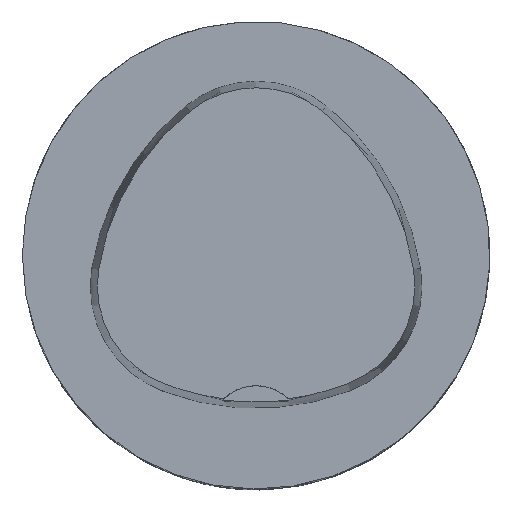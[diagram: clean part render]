
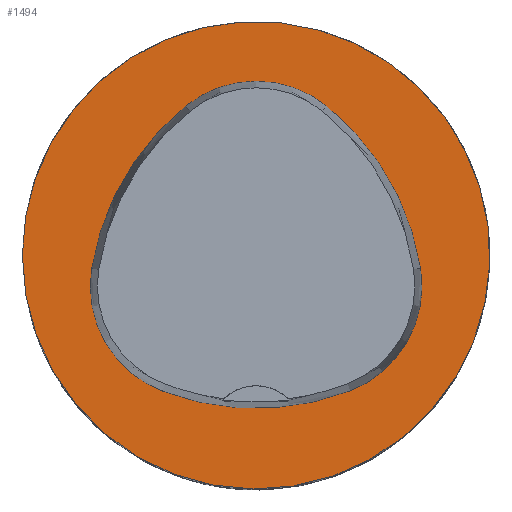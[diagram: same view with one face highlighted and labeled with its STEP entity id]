
A CAD part, top view. The second image highlights one B-rep face of the part: STEP entity #1494.
In plain terms, the highlighted planar face has unit normal (0, 0, 1).
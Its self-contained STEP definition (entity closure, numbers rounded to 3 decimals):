
#314=FACE_BOUND('',#2435,.T.);
#315=FACE_BOUND('',#2436,.T.);
#1494=ADVANCED_FACE('',(#314,#315),#1833,.T.);
#1833=PLANE('',#6343);
#2435=EDGE_LOOP('',(#2902,#2903,#2904,#2905,#2906,#2907));
#2436=EDGE_LOOP('',(#2908));
#2902=ORIENTED_EDGE('',*,*,#5286,.T.);
#2903=ORIENTED_EDGE('',*,*,#5266,.T.);
#2904=ORIENTED_EDGE('',*,*,#5270,.T.);
#2905=ORIENTED_EDGE('',*,*,#5273,.T.);
#2906=ORIENTED_EDGE('',*,*,#5276,.T.);
#2907=ORIENTED_EDGE('',*,*,#5284,.T.);
#2908=ORIENTED_EDGE('',*,*,#5224,.F.);
#4617=VERTEX_POINT('',#8403);
#4658=VERTEX_POINT('',#8817);
#4659=VERTEX_POINT('',#8818);
#4662=VERTEX_POINT('',#8826);
#4664=VERTEX_POINT('',#8832);
#4666=VERTEX_POINT('',#8838);
#4673=VERTEX_POINT('',#8859);
#5224=EDGE_CURVE('',#4617,#4617,#6113,.T.);
#5266=EDGE_CURVE('',#4658,#4659,#6120,.T.);
#5270=EDGE_CURVE('',#4659,#4662,#6122,.T.);
#5273=EDGE_CURVE('',#4662,#4664,#6124,.T.);
#5276=EDGE_CURVE('',#4664,#4666,#6126,.T.);
#5284=EDGE_CURVE('',#4666,#4673,#6130,.T.);
#5286=EDGE_CURVE('',#4673,#4658,#6132,.T.);
#6113=CIRCLE('',#6302,25.);
#6120=CIRCLE('',#6321,28.);
#6122=CIRCLE('',#6324,12.);
#6124=CIRCLE('',#6327,28.);
#6126=CIRCLE('',#6330,12.);
#6130=CIRCLE('',#6335,28.);
#6132=CIRCLE('',#6338,12.);
#6302=AXIS2_PLACEMENT_3D('',#8402,#6833,#6834);
#6321=AXIS2_PLACEMENT_3D('',#8816,#6883,#6884);
#6324=AXIS2_PLACEMENT_3D('',#8825,#6891,#6892);
#6327=AXIS2_PLACEMENT_3D('',#8831,#6898,#6899);
#6330=AXIS2_PLACEMENT_3D('',#8837,#6905,#6906);
#6335=AXIS2_PLACEMENT_3D('',#8860,#6917,#6918);
#6338=AXIS2_PLACEMENT_3D('',#8863,#6923,#6924);
#6343=AXIS2_PLACEMENT_3D('',#8868,#6933,#6934);
#6833=DIRECTION('',(0.,0.,-1.));
#6834=DIRECTION('',(-1.,0.,0.));
#6883=DIRECTION('',(0.,0.,-1.));
#6884=DIRECTION('',(-1.,0.,0.));
#6891=DIRECTION('',(0.,0.,-1.));
#6892=DIRECTION('',(-1.,0.,0.));
#6898=DIRECTION('',(0.,0.,-1.));
#6899=DIRECTION('',(-1.,0.,0.));
#6905=DIRECTION('',(0.,0.,-1.));
#6906=DIRECTION('',(-1.,0.,0.));
#6917=DIRECTION('',(0.,0.,-1.));
#6918=DIRECTION('',(-1.,0.,0.));
#6923=DIRECTION('',(0.,0.,-1.));
#6924=DIRECTION('',(-1.,0.,0.));
#6933=DIRECTION('',(0.,0.,1.));
#6934=DIRECTION('',(1.,0.,0.));
#8402=CARTESIAN_POINT('',(0.,0.,0.));
#8403=CARTESIAN_POINT('',(-25.,0.,0.));
#8816=CARTESIAN_POINT('',(10.068,-5.824,0.));
#8817=CARTESIAN_POINT('',(-17.584,-1.424,0.));
#8818=CARTESIAN_POINT('',(-7.531,15.953,0.));
#8825=CARTESIAN_POINT('',(0.011,6.62,0.));
#8826=CARTESIAN_POINT('',(7.567,15.942,0.));
#8831=CARTESIAN_POINT('',(-10.063,-5.81,0.));
#8832=CARTESIAN_POINT('',(17.59,-1.418,0.));
#8837=CARTESIAN_POINT('',(5.739,-3.3,0.));
#8838=CARTESIAN_POINT('',(10.05,-14.499,0.));
#8859=CARTESIAN_POINT('',(-10.025,-14.516,0.));
#8860=CARTESIAN_POINT('',(-0.01,11.631,0.));
#8863=CARTESIAN_POINT('',(-5.733,-3.31,0.));
#8868=CARTESIAN_POINT('',(0.,0.,0.));
